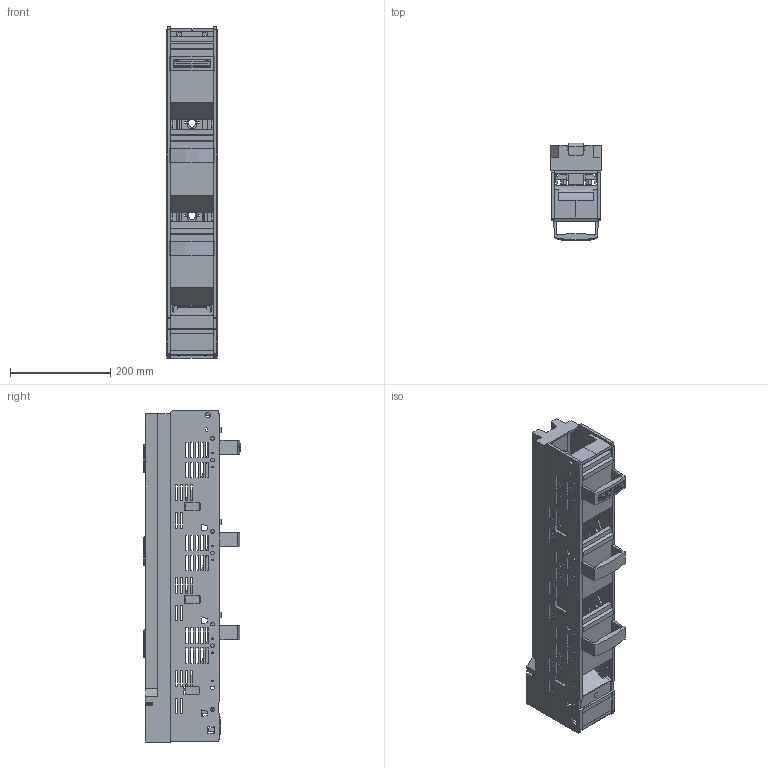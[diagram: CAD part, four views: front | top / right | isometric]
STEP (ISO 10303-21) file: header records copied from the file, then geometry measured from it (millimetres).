
FILE_DESCRIPTION(('CATIA V5 STEP'),'2;1');
FILE_NAME('L0507_NH_Sicherungslastschaltleiste_SL12_3x_KM2G.stp','2018-08-14T06:46:32+00:00',('none'),('Jean Müller GmbH'),'CATIA Version 5 Release 19 SP 9 (IN-10)','CATIA V5 STEP AP214','none');
FILE_SCHEMA(('AUTOMOTIVE_DESIGN { 1 0 10303 214 1 1 1 1 }'));
Products named in the file (1): L0507_NH-Sicherungslastschaltleiste
Bounding box: 100 x 194.85 x 662 mm (x, y, z)
Volume: 2970157.5 mm3; surface area: 1023514.9 mm2
Topology: 13 solids, 13 shells, 3252 faces, 8812 edges, 5567 vertices
Faces by surface type: plane 2663, cylinder 423, bspline 119, cone 27, extrusion 12, torus 4, revolution 4
Entity records: 107742 total; most frequent: CARTESIAN_POINT 31166, ORIENTED_EDGE 17624, DIRECTION 12500, EDGE_CURVE 8812, VECTOR 6876, LINE 6864, VERTEX_POINT 5567, EDGE_LOOP 3619
